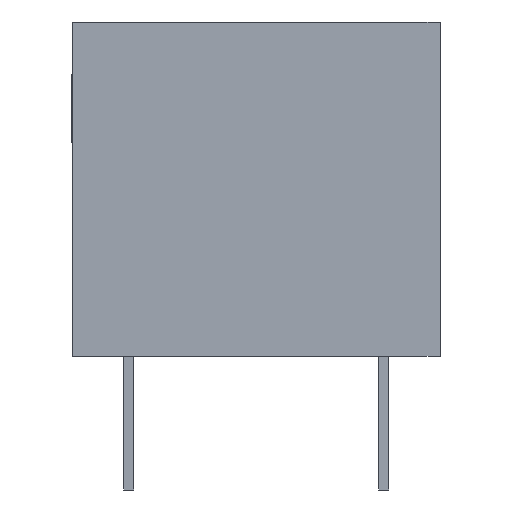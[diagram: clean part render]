
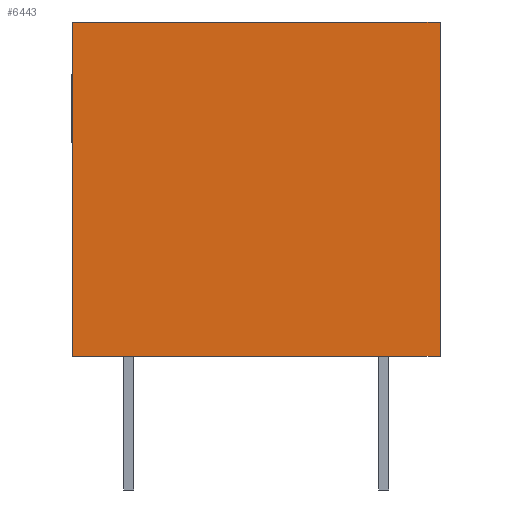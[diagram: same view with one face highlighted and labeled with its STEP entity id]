
A CAD part, left-side view. The second image highlights one B-rep face of the part: STEP entity #6443.
In plain terms, the highlighted planar face has unit normal (-1, 0, 0).
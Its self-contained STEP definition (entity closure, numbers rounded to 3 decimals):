
#80 = LINE ( 'NONE', #7350, #14627 ) ;
#326 = CARTESIAN_POINT ( 'NONE',  ( -10.1, 5.5, 0. ) ) ;
#1319 = VERTEX_POINT ( 'NONE', #6678 ) ;
#1379 = VERTEX_POINT ( 'NONE', #12325 ) ;
#1776 = CARTESIAN_POINT ( 'NONE',  ( -10.1, -5.5, 10. ) ) ;
#3004 = LINE ( 'NONE', #11548, #14185 ) ;
#3395 = CARTESIAN_POINT ( 'NONE',  ( -10.1, 5.5, 0. ) ) ;
#3938 = ORIENTED_EDGE ( 'NONE', *, *, #5799, .T. ) ;
#5626 = DIRECTION ( 'NONE',  ( 0., -1., 0. ) ) ;
#5799 = EDGE_CURVE ( 'NONE', #1319, #6971, #80, .T. ) ;
#6443 = ADVANCED_FACE ( 'NONE', ( #12765 ), #9268, .F. ) ;
#6678 = CARTESIAN_POINT ( 'NONE',  ( -10.1, 5.5, 10. ) ) ;
#6908 = ORIENTED_EDGE ( 'NONE', *, *, #15559, .F. ) ;
#6971 = VERTEX_POINT ( 'NONE', #326 ) ;
#7322 = EDGE_CURVE ( 'NONE', #1319, #9158, #3004, .T. ) ;
#7350 = CARTESIAN_POINT ( 'NONE',  ( -10.1, 5.5, 10. ) ) ;
#7987 = ORIENTED_EDGE ( 'NONE', *, *, #7322, .F. ) ;
#8737 = VECTOR ( 'NONE', #11509, 1000. ) ;
#9045 = CARTESIAN_POINT ( 'NONE',  ( -10.1, 5.5, 10. ) ) ;
#9158 = VERTEX_POINT ( 'NONE', #10830 ) ;
#9268 = PLANE ( 'NONE',  #9756 ) ;
#9349 = DIRECTION ( 'NONE',  ( 0., 0., -1. ) ) ;
#9756 = AXIS2_PLACEMENT_3D ( 'NONE', #9045, #12912, #9349 ) ;
#10830 = CARTESIAN_POINT ( 'NONE',  ( -10.1, -5.5, 10. ) ) ;
#11121 = DIRECTION ( 'NONE',  ( 0., 0., -1. ) ) ;
#11509 = DIRECTION ( 'NONE',  ( 0., 0., -1. ) ) ;
#11548 = CARTESIAN_POINT ( 'NONE',  ( -10.1, 5.5, 10. ) ) ;
#11778 = DIRECTION ( 'NONE',  ( 0., -1., 0. ) ) ;
#11815 = LINE ( 'NONE', #1776, #8737 ) ;
#12325 = CARTESIAN_POINT ( 'NONE',  ( -10.1, -5.5, 0. ) ) ;
#12434 = EDGE_LOOP ( 'NONE', ( #15659, #6908, #7987, #3938 ) ) ;
#12648 = VECTOR ( 'NONE', #5626, 1000. ) ;
#12765 = FACE_OUTER_BOUND ( 'NONE', #12434, .T. ) ;
#12824 = EDGE_CURVE ( 'NONE', #6971, #1379, #14092, .T. ) ;
#12912 = DIRECTION ( 'NONE',  ( 1., 0., 0. ) ) ;
#14092 = LINE ( 'NONE', #3395, #12648 ) ;
#14185 = VECTOR ( 'NONE', #11778, 1000. ) ;
#14627 = VECTOR ( 'NONE', #11121, 1000. ) ;
#15559 = EDGE_CURVE ( 'NONE', #9158, #1379, #11815, .T. ) ;
#15659 = ORIENTED_EDGE ( 'NONE', *, *, #12824, .T. ) ;
